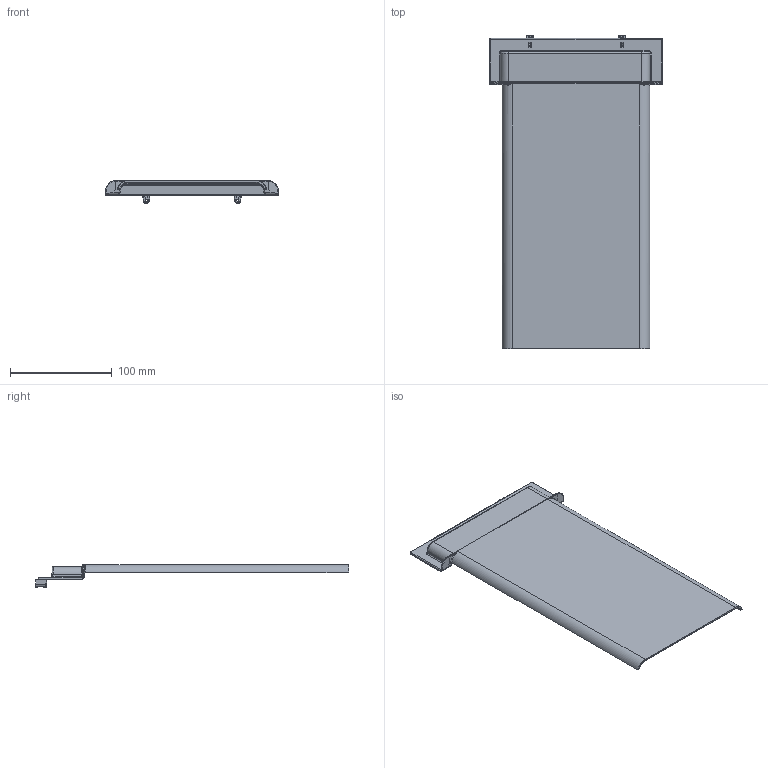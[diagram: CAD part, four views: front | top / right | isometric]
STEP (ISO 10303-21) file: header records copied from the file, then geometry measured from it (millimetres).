
FILE_DESCRIPTION (( 'STEP AP214' ), '1' );
FILE_NAME ('1844_021_rev_05.STEP', '2014-09-17T19:30:32', ( '' ), ( '' ), 'SwSTEP 2.0', 'SolidWorks 2013', '' );
FILE_SCHEMA (( 'AUTOMOTIVE_DESIGN' ));
Length unit declared in the file: inch
Products named in the file (1): 1844_021_rev_05
Bounding box: 170 x 308.43 x 22.4 mm (x, y, z)
Volume: 98181.3 mm3; surface area: 99984.7 mm2
Topology: 1 solids, 1 shells, 260 faces, 669 edges, 397 vertices
Faces by surface type: cylinder 112, bspline 83, plane 65
Entity records: 17608 total; most frequent: CARTESIAN_POINT 9114, ORIENTED_EDGE 1330, EDGE_CURVE 665, DIRECTION 634, VERTEX_POINT 397, B_SPLINE_CURVE_WITH_KNOTS 360, LENGTH_MEASURE_WITH_UNIT 263, DIMENSIONAL_EXPONENTS 263
